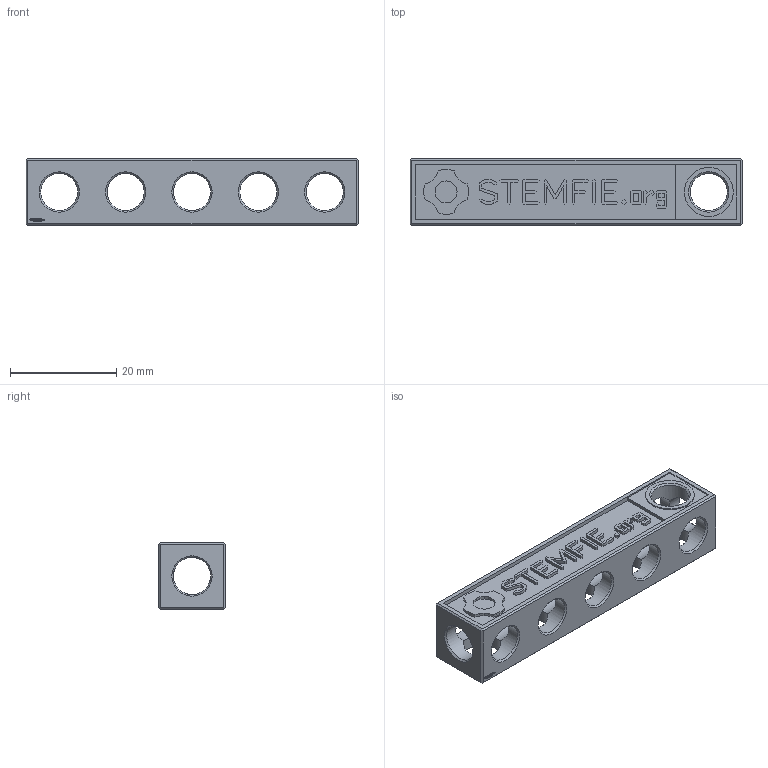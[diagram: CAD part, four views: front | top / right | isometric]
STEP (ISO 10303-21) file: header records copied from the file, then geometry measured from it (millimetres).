
FILE_DESCRIPTION(('FreeCAD Model'),'2;1');
FILE_NAME('Open CASCADE Shape Model','2023-11-10T18:36:33',(''),(''), 'Open CASCADE STEP processor 7.6','FreeCAD','Unknown');
FILE_SCHEMA(('AUTOMOTIVE_DESIGN { 1 0 10303 214 1 1 1 1 }'));
Length unit declared in the file: millimetre
Products named in the file (1): Sign URL BEM STR ESS BU05x01x01 - SPN-SGN-0011 (stemfie.org)
Bounding box: 62.5 x 12.5 x 12.5 mm (x, y, z)
Volume: 4823.4 mm3; surface area: 4915.8 mm2
Topology: 1 solids, 1 shells, 703 faces, 2012 edges, 1342 vertices
Faces by surface type: plane 550, extrusion 108, cylinder 27, cone 18
Full cylindrical faces by diameter (mm): 7 x26, 9.2 x1
Entity records: 50584 total; most frequent: CARTESIAN_POINT 11158, DIRECTION 6820, VECTOR 5316, LINE 5208, ORIENTED_EDGE 4024, PCURVE 4024, DEFINITIONAL_REPRESENTATION 4024, EDGE_CURVE 2012
